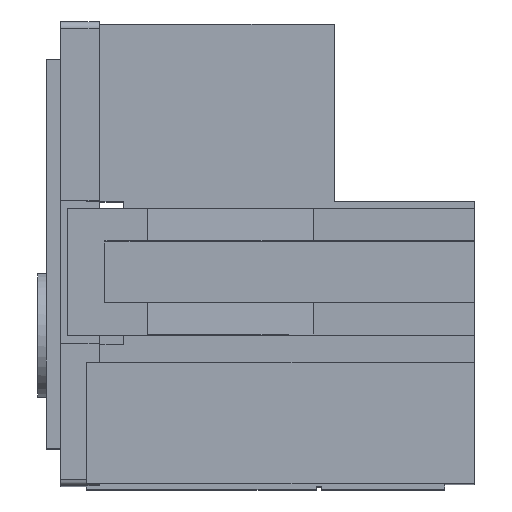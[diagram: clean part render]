
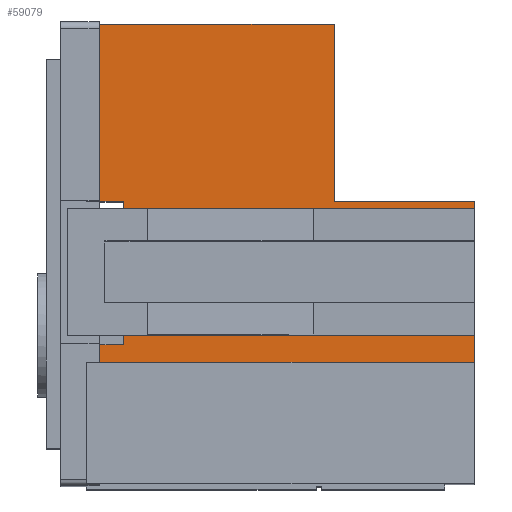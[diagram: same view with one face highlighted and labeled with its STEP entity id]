
A CAD part, top view. The second image highlights one B-rep face of the part: STEP entity #59079.
In plain terms, the highlighted planar face has unit normal (0, 0, 1).
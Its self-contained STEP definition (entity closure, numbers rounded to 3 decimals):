
#897 = VERTEX_POINT ( 'NONE', #30493 ) ;
#1213 = DIRECTION ( 'NONE',  ( -1., 0., 0. ) ) ;
#1490 = CARTESIAN_POINT ( 'NONE',  ( 15.07, 7.05, 31.325 ) ) ;
#2152 = DIRECTION ( 'NONE',  ( 0., 1., 0. ) ) ;
#3288 = ORIENTED_EDGE ( 'NONE', *, *, #19434, .F. ) ;
#3924 = VECTOR ( 'NONE', #80595, 1000. ) ;
#4378 = CARTESIAN_POINT ( 'NONE',  ( 11.75, 21.8, 31.325 ) ) ;
#4496 = CARTESIAN_POINT ( 'NONE',  ( 18.4, 13.05, 31.325 ) ) ;
#4540 = LINE ( 'NONE', #54562, #39689 ) ;
#6473 = VERTEX_POINT ( 'NONE', #8954 ) ;
#6906 = LINE ( 'NONE', #31929, #14890 ) ;
#8547 = VERTEX_POINT ( 'NONE', #4378 ) ;
#8883 = VERTEX_POINT ( 'NONE', #61281 ) ;
#8954 = CARTESIAN_POINT ( 'NONE',  ( 0., 13.4, 31.325 ) ) ;
#9218 = FACE_OUTER_BOUND ( 'NONE', #36796, .T. ) ;
#9661 = CARTESIAN_POINT ( 'NONE',  ( 18.4, 13.4, 31.325 ) ) ;
#10556 = DIRECTION ( 'NONE',  ( 0., 1., 0. ) ) ;
#10801 = CARTESIAN_POINT ( 'NONE',  ( 0., 21.8, 31.325 ) ) ;
#11240 = DIRECTION ( 'NONE',  ( 0., 0., -1. ) ) ;
#11727 = CARTESIAN_POINT ( 'NONE',  ( 0., 5.75, 31.325 ) ) ;
#11900 = ORIENTED_EDGE ( 'NONE', *, *, #41335, .F. ) ;
#12932 = VERTEX_POINT ( 'NONE', #72937 ) ;
#14485 = CARTESIAN_POINT ( 'NONE',  ( 18.4, 5.75, 31.325 ) ) ;
#14890 = VECTOR ( 'NONE', #20011, 1000. ) ;
#15251 = VECTOR ( 'NONE', #1213, 1000. ) ;
#18162 = LINE ( 'NONE', #66146, #46603 ) ;
#18219 = ORIENTED_EDGE ( 'NONE', *, *, #62232, .F. ) ;
#18788 = DIRECTION ( 'NONE',  ( 1., 0., 0. ) ) ;
#19434 = EDGE_CURVE ( 'NONE', #79154, #8883, #33081, .T. ) ;
#20011 = DIRECTION ( 'NONE',  ( 0., 1., 0. ) ) ;
#20946 = LINE ( 'NONE', #4496, #42459 ) ;
#21372 = VERTEX_POINT ( 'NONE', #75833 ) ;
#21572 = AXIS2_PLACEMENT_3D ( 'NONE', #59224, #11240, #74807 ) ;
#22087 = VERTEX_POINT ( 'NONE', #14485 ) ;
#22324 = LINE ( 'NONE', #54686, #47812 ) ;
#23456 = EDGE_CURVE ( 'NONE', #6473, #80217, #47531, .T. ) ;
#24833 = LINE ( 'NONE', #74861, #3924 ) ;
#26319 = VERTEX_POINT ( 'NONE', #27802 ) ;
#26509 = DIRECTION ( 'NONE',  ( 0., 1., 0. ) ) ;
#27444 = LINE ( 'NONE', #71316, #15251 ) ;
#27470 = EDGE_CURVE ( 'NONE', #32770, #21372, #63826, .T. ) ;
#27802 = CARTESIAN_POINT ( 'NONE',  ( 18.4, 13.4, 31.325 ) ) ;
#28495 = DIRECTION ( 'NONE',  ( -1., 0., 0. ) ) ;
#29116 = CARTESIAN_POINT ( 'NONE',  ( 0., 21.8, 31.325 ) ) ;
#29170 = DIRECTION ( 'NONE',  ( 1., 0., 0. ) ) ;
#30493 = CARTESIAN_POINT ( 'NONE',  ( 0., 6.6, 31.325 ) ) ;
#31929 = CARTESIAN_POINT ( 'NONE',  ( 0., 21.8, 31.325 ) ) ;
#32662 = EDGE_CURVE ( 'NONE', #21372, #58150, #20946, .T. ) ;
#32740 = ORIENTED_EDGE ( 'NONE', *, *, #62945, .F. ) ;
#32770 = VERTEX_POINT ( 'NONE', #72588 ) ;
#33081 = LINE ( 'NONE', #62627, #71754 ) ;
#33323 = LINE ( 'NONE', #44797, #34182 ) ;
#34182 = VECTOR ( 'NONE', #2152, 1000. ) ;
#34240 = PLANE ( 'NONE',  #21572 ) ;
#35656 = DIRECTION ( 'NONE',  ( 0., 1., 0. ) ) ;
#36718 = VERTEX_POINT ( 'NONE', #11727 ) ;
#36796 = EDGE_LOOP ( 'NONE', ( #74828, #32740, #3288, #80558, #67702, #72601, #54386, #55139, #77369, #78066, #75765, #11900, #18219, #36990 ) ) ;
#36990 = ORIENTED_EDGE ( 'NONE', *, *, #64117, .F. ) ;
#39689 = VECTOR ( 'NONE', #29170, 1000. ) ;
#39776 = CARTESIAN_POINT ( 'NONE',  ( 18.4, 21.8, 31.325 ) ) ;
#40560 = CARTESIAN_POINT ( 'NONE',  ( 18.4, 13.05, 31.325 ) ) ;
#41335 = EDGE_CURVE ( 'NONE', #71993, #26319, #66681, .T. ) ;
#42459 = VECTOR ( 'NONE', #60657, 1000. ) ;
#42977 = CARTESIAN_POINT ( 'NONE',  ( 0., 21.8, 31.325 ) ) ;
#43645 = EDGE_CURVE ( 'NONE', #79154, #897, #22324, .T. ) ;
#44164 = DIRECTION ( 'NONE',  ( 0., 1., 0. ) ) ;
#44797 = CARTESIAN_POINT ( 'NONE',  ( 18.4, 13.05, 31.325 ) ) ;
#45538 = LINE ( 'NONE', #39776, #63135 ) ;
#46603 = VECTOR ( 'NONE', #47663, 1000. ) ;
#47531 = LINE ( 'NONE', #29116, #48229 ) ;
#47663 = DIRECTION ( 'NONE',  ( 0., -1., 0. ) ) ;
#47812 = VECTOR ( 'NONE', #28495, 1000. ) ;
#48229 = VECTOR ( 'NONE', #35656, 1000. ) ;
#53999 = EDGE_CURVE ( 'NONE', #36718, #897, #6906, .T. ) ;
#54386 = ORIENTED_EDGE ( 'NONE', *, *, #73274, .T. ) ;
#54562 = CARTESIAN_POINT ( 'NONE',  ( 15.07, 7.05, 31.325 ) ) ;
#54686 = CARTESIAN_POINT ( 'NONE',  ( 1.75, 6.6, 31.325 ) ) ;
#55139 = ORIENTED_EDGE ( 'NONE', *, *, #57103, .F. ) ;
#57103 = EDGE_CURVE ( 'NONE', #32770, #12932, #4540, .T. ) ;
#57959 = CARTESIAN_POINT ( 'NONE',  ( 1.75, 6.6, 31.325 ) ) ;
#58150 = VERTEX_POINT ( 'NONE', #40560 ) ;
#59079 = ADVANCED_FACE ( 'NONE', ( #9218 ), #34240, .F. ) ;
#59224 = CARTESIAN_POINT ( 'NONE',  ( 0., 21.8, 31.325 ) ) ;
#60243 = VECTOR ( 'NONE', #60496, 1000. ) ;
#60496 = DIRECTION ( 'NONE',  ( 1., 0., 0. ) ) ;
#60657 = DIRECTION ( 'NONE',  ( 1., 0., 0. ) ) ;
#61281 = CARTESIAN_POINT ( 'NONE',  ( 1.75, 13.4, 31.325 ) ) ;
#62232 = EDGE_CURVE ( 'NONE', #8547, #71993, #18162, .T. ) ;
#62627 = CARTESIAN_POINT ( 'NONE',  ( 1.75, 13.4, 31.325 ) ) ;
#62945 = EDGE_CURVE ( 'NONE', #8883, #6473, #27444, .T. ) ;
#63135 = VECTOR ( 'NONE', #10556, 1000. ) ;
#63826 = LINE ( 'NONE', #1490, #76938 ) ;
#64117 = EDGE_CURVE ( 'NONE', #80217, #8547, #80720, .T. ) ;
#64294 = CARTESIAN_POINT ( 'NONE',  ( 11.75, 13.4, 31.325 ) ) ;
#65774 = EDGE_CURVE ( 'NONE', #36718, #22087, #24833, .T. ) ;
#66146 = CARTESIAN_POINT ( 'NONE',  ( 11.75, 13.4, 31.325 ) ) ;
#66681 = LINE ( 'NONE', #9661, #60243 ) ;
#67702 = ORIENTED_EDGE ( 'NONE', *, *, #53999, .F. ) ;
#68291 = EDGE_CURVE ( 'NONE', #58150, #26319, #33323, .T. ) ;
#71316 = CARTESIAN_POINT ( 'NONE',  ( 1.75, 13.4, 31.325 ) ) ;
#71754 = VECTOR ( 'NONE', #44164, 1000. ) ;
#71906 = VECTOR ( 'NONE', #18788, 1000. ) ;
#71993 = VERTEX_POINT ( 'NONE', #64294 ) ;
#72588 = CARTESIAN_POINT ( 'NONE',  ( 15.07, 7.05, 31.325 ) ) ;
#72601 = ORIENTED_EDGE ( 'NONE', *, *, #65774, .T. ) ;
#72937 = CARTESIAN_POINT ( 'NONE',  ( 18.4, 7.05, 31.325 ) ) ;
#73274 = EDGE_CURVE ( 'NONE', #22087, #12932, #45538, .T. ) ;
#74807 = DIRECTION ( 'NONE',  ( -1., 0., 0. ) ) ;
#74828 = ORIENTED_EDGE ( 'NONE', *, *, #23456, .F. ) ;
#74861 = CARTESIAN_POINT ( 'NONE',  ( 0., 5.75, 31.325 ) ) ;
#75765 = ORIENTED_EDGE ( 'NONE', *, *, #68291, .T. ) ;
#75833 = CARTESIAN_POINT ( 'NONE',  ( 15.07, 13.05, 31.325 ) ) ;
#76938 = VECTOR ( 'NONE', #26509, 1000. ) ;
#77369 = ORIENTED_EDGE ( 'NONE', *, *, #27470, .T. ) ;
#78066 = ORIENTED_EDGE ( 'NONE', *, *, #32662, .T. ) ;
#79154 = VERTEX_POINT ( 'NONE', #57959 ) ;
#80217 = VERTEX_POINT ( 'NONE', #10801 ) ;
#80558 = ORIENTED_EDGE ( 'NONE', *, *, #43645, .T. ) ;
#80595 = DIRECTION ( 'NONE',  ( 1., 0., 0. ) ) ;
#80720 = LINE ( 'NONE', #42977, #71906 ) ;
